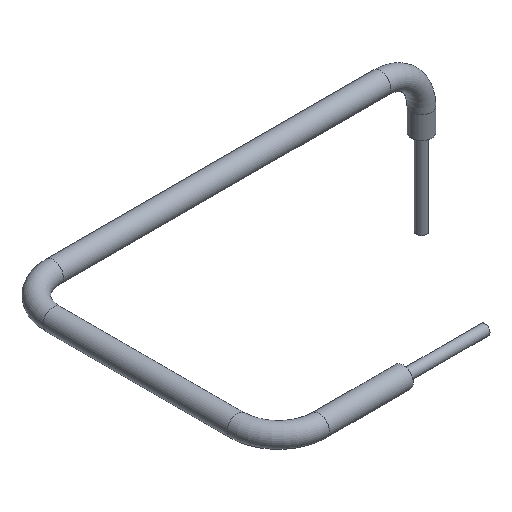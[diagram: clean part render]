
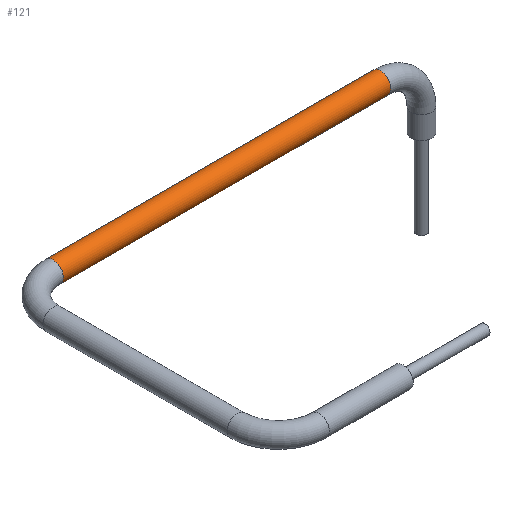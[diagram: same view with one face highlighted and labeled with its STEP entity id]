
A CAD part, isometric view. The second image highlights one B-rep face of the part: STEP entity #121.
In plain terms, the highlighted cylindrical face has radius 0.25 mm (diameter 0.5 mm), a full revolution.
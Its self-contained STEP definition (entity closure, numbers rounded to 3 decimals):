
#75 = VERTEX_POINT('',#76);
#76 = CARTESIAN_POINT('',(9.5,-1.6,1.8));
#83 = EDGE_CURVE('',#75,#75,#84,.T.);
#84 = CIRCLE('',#85,0.25);
#85 = AXIS2_PLACEMENT_3D('',#86,#87,#88);
#86 = CARTESIAN_POINT('',(9.5,-1.6,1.55));
#87 = DIRECTION('',(1.,0.,0.));
#88 = DIRECTION('',(0.,0.,1.));
#121 = ADVANCED_FACE('',(#122),#141,.T.);
#122 = FACE_BOUND('',#123,.T.);
#123 = EDGE_LOOP('',(#124,#132,#139,#140));
#124 = ORIENTED_EDGE('',*,*,#125,.T.);
#125 = EDGE_CURVE('',#75,#126,#128,.T.);
#126 = VERTEX_POINT('',#127);
#127 = CARTESIAN_POINT('',(1.5,-1.6,1.8));
#128 = LINE('',#129,#130);
#129 = CARTESIAN_POINT('',(9.5,-1.6,1.8));
#130 = VECTOR('',#131,1.);
#131 = DIRECTION('',(-1.,0.,0.));
#132 = ORIENTED_EDGE('',*,*,#133,.F.);
#133 = EDGE_CURVE('',#126,#126,#134,.T.);
#134 = CIRCLE('',#135,0.25);
#135 = AXIS2_PLACEMENT_3D('',#136,#137,#138);
#136 = CARTESIAN_POINT('',(1.5,-1.6,1.55));
#137 = DIRECTION('',(-1.,0.,0.));
#138 = DIRECTION('',(0.,0.,1.));
#139 = ORIENTED_EDGE('',*,*,#125,.F.);
#140 = ORIENTED_EDGE('',*,*,#83,.F.);
#141 = CYLINDRICAL_SURFACE('',#142,0.25);
#142 = AXIS2_PLACEMENT_3D('',#143,#144,#145);
#143 = CARTESIAN_POINT('',(9.5,-1.6,1.55));
#144 = DIRECTION('',(-1.,0.,0.));
#145 = DIRECTION('',(0.,0.,1.));
